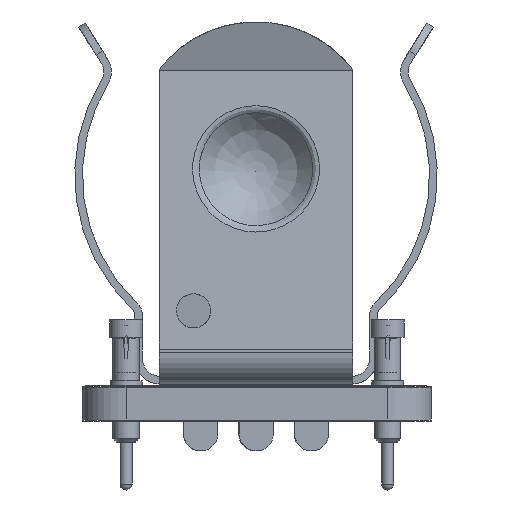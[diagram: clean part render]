
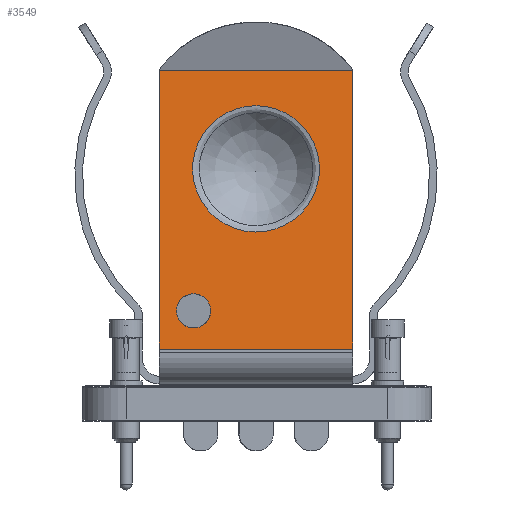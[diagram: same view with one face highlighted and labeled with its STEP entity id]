
A CAD part, front view. The second image highlights one B-rep face of the part: STEP entity #3549.
In plain terms, the highlighted face is planar.
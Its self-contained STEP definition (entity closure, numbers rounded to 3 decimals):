
#2134 = VERTEX_POINT('',#2135);
#2135 = CARTESIAN_POINT('',(4.445,2.427,14.398));
#2141 = EDGE_CURVE('',#2134,#2142,#2144,.T.);
#2142 = VERTEX_POINT('',#2143);
#2143 = CARTESIAN_POINT('',(-4.445,2.427,14.398));
#2144 = LINE('',#2145,#2146);
#2145 = CARTESIAN_POINT('',(4.445,2.427,14.398));
#2146 = VECTOR('',#2147,1.);
#2147 = DIRECTION('',(-1.,0.,0.));
#2262 = VERTEX_POINT('',#2263);
#2263 = CARTESIAN_POINT('',(4.445,3.589,1.612));
#2269 = EDGE_CURVE('',#2134,#2262,#2270,.T.);
#2270 = LINE('',#2271,#2272);
#2271 = CARTESIAN_POINT('',(4.445,3.589,1.612));
#2272 = VECTOR('',#2273,1.);
#2273 = DIRECTION('',(0.,0.091,
    -0.996));
#2290 = EDGE_CURVE('',#2142,#2291,#2293,.T.);
#2291 = VERTEX_POINT('',#2292);
#2292 = CARTESIAN_POINT('',(-4.445,3.589,1.612));
#2293 = LINE('',#2294,#2295);
#2294 = CARTESIAN_POINT('',(-4.445,3.589,1.612));
#2295 = VECTOR('',#2296,1.);
#2296 = DIRECTION('',(0.,0.091,
    -0.996));
#2501 = VERTEX_POINT('',#2502);
#2502 = CARTESIAN_POINT('',(2.863,3.502,2.576
    ));
#2507 = EDGE_CURVE('',#2501,#2501,#2508,.T.);
#2508 = ELLIPSE('',#2509,0.788,0.785);
#2509 = AXIS2_PLACEMENT_3D('',#2510,#2511,#2512);
#2510 = CARTESIAN_POINT('',(2.863,3.43,3.361
    ));
#2511 = DIRECTION('',(0.,0.996,0.091));
#2512 = DIRECTION('',(0.,0.091,-0.996));
#3532 = EDGE_CURVE('',#2262,#2291,#3533,.T.);
#3533 = LINE('',#3534,#3535);
#3534 = CARTESIAN_POINT('',(4.445,3.589,1.612));
#3535 = VECTOR('',#3536,1.);
#3536 = DIRECTION('',(-1.,0.,0.));
#3549 = ADVANCED_FACE('',(#3550,#3568,#3571),#3577,.T.);
#3550 = FACE_BOUND('',#3551,.T.);
#3551 = EDGE_LOOP('',(#3552));
#3552 = ORIENTED_EDGE('',*,*,#3553,.T.);
#3553 = EDGE_CURVE('',#3554,#3554,#3556,.T.);
#3554 = VERTEX_POINT('',#3555);
#3555 = CARTESIAN_POINT('',(0.,2.574,
    12.773));
#3556 = B_SPLINE_CURVE_WITH_KNOTS('',3,(#3557,#3558,#3559,#3560,#3561,
    #3562,#3563,#3564,#3565,#3566,#3567),.UNSPECIFIED.,.T.,.F.,(1,1,1,1,
    1,1,1,1,1,1,1,1,1,1,1),(-0.007,-0.005,
    -0.002,0.,0.002,0.005,0.007,
    0.009,0.011,0.014,0.016,
    0.018,0.021,0.023,0.025),
  .UNIFORM_KNOTS.);
#3557 = CARTESIAN_POINT('',(2.282,2.632,
    12.145));
#3558 = CARTESIAN_POINT('',(0.,2.546,
    13.087));
#3559 = CARTESIAN_POINT('',(-2.282,2.632,
    12.144));
#3560 = CARTESIAN_POINT('',(-3.225,2.838,9.873
    ));
#3561 = CARTESIAN_POINT('',(-2.281,3.044,
    7.603));
#3562 = CARTESIAN_POINT('',(0.002,3.13,
    6.662));
#3563 = CARTESIAN_POINT('',(2.282,3.044,7.605
    ));
#3564 = CARTESIAN_POINT('',(3.225,2.838,9.873)
  );
#3565 = CARTESIAN_POINT('',(2.282,2.632,
    12.145));
#3566 = CARTESIAN_POINT('',(0.,2.546,
    13.087));
#3567 = CARTESIAN_POINT('',(-2.282,2.632,
    12.144));
#3568 = FACE_BOUND('',#3569,.T.);
#3569 = EDGE_LOOP('',(#3570));
#3570 = ORIENTED_EDGE('',*,*,#2507,.F.);
#3571 = FACE_BOUND('',#3572,.T.);
#3572 = EDGE_LOOP('',(#3573,#3574,#3575,#3576));
#3573 = ORIENTED_EDGE('',*,*,#2290,.F.);
#3574 = ORIENTED_EDGE('',*,*,#2141,.F.);
#3575 = ORIENTED_EDGE('',*,*,#2269,.T.);
#3576 = ORIENTED_EDGE('',*,*,#3532,.T.);
#3577 = PLANE('',#3578);
#3578 = AXIS2_PLACEMENT_3D('',#3579,#3580,#3581);
#3579 = CARTESIAN_POINT('',(4.445,3.589,1.612));
#3580 = DIRECTION('',(0.,0.996,0.091));
#3581 = DIRECTION('',(0.,-0.091,0.996));
